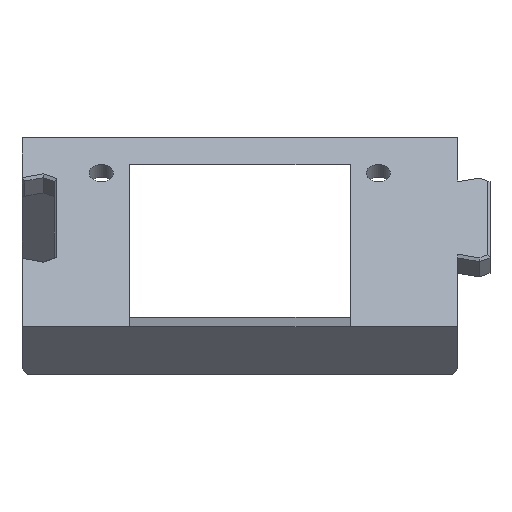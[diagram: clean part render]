
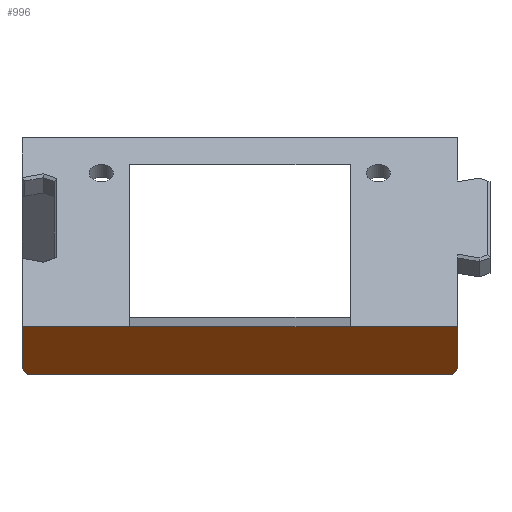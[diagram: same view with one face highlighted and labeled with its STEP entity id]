
A CAD part, front view. The second image highlights one B-rep face of the part: STEP entity #996.
In plain terms, the highlighted planar face has unit normal (0, -0.707, -0.707).
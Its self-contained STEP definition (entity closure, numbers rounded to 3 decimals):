
#32 = PLANE('',#33);
#33 = AXIS2_PLACEMENT_3D('',#34,#35,#36);
#34 = CARTESIAN_POINT('',(-40.5,0.,17.042));
#35 = DIRECTION('',(-1.,-0.,-0.));
#36 = DIRECTION('',(0.,0.,-1.));
#57 = VERTEX_POINT('',#58);
#58 = CARTESIAN_POINT('',(-40.5,-41.5,1.));
#72 = PLANE('',#73);
#73 = AXIS2_PLACEMENT_3D('',#74,#75,#76);
#74 = CARTESIAN_POINT('',(-40.,40.5,0.5));
#75 = DIRECTION('',(0.707,0.,0.707));
#76 = DIRECTION('',(0.,-1.,0.));
#84 = EDGE_CURVE('',#85,#57,#87,.T.);
#85 = VERTEX_POINT('',#86);
#86 = CARTESIAN_POINT('',(-40.5,-49.325,8.825));
#87 = SURFACE_CURVE('',#88,(#92,#99),.PCURVE_S1.);
#88 = LINE('',#89,#90);
#89 = CARTESIAN_POINT('',(-40.5,-49.325,8.825));
#90 = VECTOR('',#91,1.);
#91 = DIRECTION('',(-0.,0.707,-0.707));
#92 = PCURVE('',#32,#93);
#93 = DEFINITIONAL_REPRESENTATION('',(#94),#98);
#94 = LINE('',#95,#96);
#95 = CARTESIAN_POINT('',(8.217,49.325));
#96 = VECTOR('',#97,1.);
#97 = DIRECTION('',(0.707,-0.707));
#98 = ( GEOMETRIC_REPRESENTATION_CONTEXT(2) 
PARAMETRIC_REPRESENTATION_CONTEXT() REPRESENTATION_CONTEXT('2D SPACE',''
  ) );
#99 = PCURVE('',#100,#105);
#100 = PLANE('',#101);
#101 = AXIS2_PLACEMENT_3D('',#102,#103,#104);
#102 = CARTESIAN_POINT('',(0.,-44.913,4.413));
#103 = DIRECTION('',(0.,-0.707,-0.707));
#104 = DIRECTION('',(0.,-0.707,0.707));
#105 = DEFINITIONAL_REPRESENTATION('',(#106),#110);
#106 = LINE('',#107,#108);
#107 = CARTESIAN_POINT('',(6.24,40.5));
#108 = VECTOR('',#109,1.);
#109 = DIRECTION('',(-1.,0.));
#110 = ( GEOMETRIC_REPRESENTATION_CONTEXT(2) 
PARAMETRIC_REPRESENTATION_CONTEXT() REPRESENTATION_CONTEXT('2D SPACE',''
  ) );
#128 = PLANE('',#129);
#129 = AXIS2_PLACEMENT_3D('',#130,#131,#132);
#130 = CARTESIAN_POINT('',(1.874,-28.792,29.358
    ));
#131 = DIRECTION('',(0.,-0.707,0.707));
#132 = DIRECTION('',(0.,0.707,0.707));
#597 = PLANE('',#598);
#598 = AXIS2_PLACEMENT_3D('',#599,#600,#601);
#599 = CARTESIAN_POINT('',(40.5,0.,17.042));
#600 = DIRECTION('',(1.,0.,0.));
#601 = DIRECTION('',(0.,0.,1.));
#625 = PLANE('',#626);
#626 = AXIS2_PLACEMENT_3D('',#627,#628,#629);
#627 = CARTESIAN_POINT('',(40.,-40.5,0.5));
#628 = DIRECTION('',(-0.707,0.,0.707));
#629 = DIRECTION('',(-0.,-1.,-0.));
#653 = PLANE('',#654);
#654 = AXIS2_PLACEMENT_3D('',#655,#656,#657);
#655 = CARTESIAN_POINT('',(0.,0.,0.));
#656 = DIRECTION('',(0.,0.,1.));
#657 = DIRECTION('',(1.,0.,0.));
#764 = EDGE_CURVE('',#57,#765,#767,.T.);
#765 = VERTEX_POINT('',#766);
#766 = CARTESIAN_POINT('',(-39.5,-40.5,0.));
#767 = SURFACE_CURVE('',#768,(#772,#779),.PCURVE_S1.);
#768 = LINE('',#769,#770);
#769 = CARTESIAN_POINT('',(-21.054,-22.054,
    -18.446));
#770 = VECTOR('',#771,1.);
#771 = DIRECTION('',(0.577,0.577,-0.577));
#772 = PCURVE('',#72,#773);
#773 = DEFINITIONAL_REPRESENTATION('',(#774),#778);
#774 = LINE('',#775,#776);
#775 = CARTESIAN_POINT('',(62.554,26.793));
#776 = VECTOR('',#777,1.);
#777 = DIRECTION('',(-0.577,0.816));
#778 = ( GEOMETRIC_REPRESENTATION_CONTEXT(2) 
PARAMETRIC_REPRESENTATION_CONTEXT() REPRESENTATION_CONTEXT('2D SPACE',''
  ) );
#779 = PCURVE('',#100,#780);
#780 = DEFINITIONAL_REPRESENTATION('',(#781),#785);
#781 = LINE('',#782,#783);
#782 = CARTESIAN_POINT('',(-32.327,21.054));
#783 = VECTOR('',#784,1.);
#784 = DIRECTION('',(-0.816,-0.577));
#785 = ( GEOMETRIC_REPRESENTATION_CONTEXT(2) 
PARAMETRIC_REPRESENTATION_CONTEXT() REPRESENTATION_CONTEXT('2D SPACE',''
  ) );
#996 = ADVANCED_FACE('',(#997),#100,.T.);
#997 = FACE_BOUND('',#998,.T.);
#998 = EDGE_LOOP('',(#999,#1000,#1001,#1024,#1047,#1070,#1093,#1121));
#999 = ORIENTED_EDGE('',*,*,#84,.T.);
#1000 = ORIENTED_EDGE('',*,*,#764,.T.);
#1001 = ORIENTED_EDGE('',*,*,#1002,.T.);
#1002 = EDGE_CURVE('',#765,#1003,#1005,.T.);
#1003 = VERTEX_POINT('',#1004);
#1004 = CARTESIAN_POINT('',(39.5,-40.5,0.));
#1005 = SURFACE_CURVE('',#1006,(#1010,#1017),.PCURVE_S1.);
#1006 = LINE('',#1007,#1008);
#1007 = CARTESIAN_POINT('',(-40.5,-40.5,0.));
#1008 = VECTOR('',#1009,1.);
#1009 = DIRECTION('',(1.,0.,0.));
#1010 = PCURVE('',#100,#1011);
#1011 = DEFINITIONAL_REPRESENTATION('',(#1012),#1016);
#1012 = LINE('',#1013,#1014);
#1013 = CARTESIAN_POINT('',(-6.24,40.5));
#1014 = VECTOR('',#1015,1.);
#1015 = DIRECTION('',(0.,-1.));
#1016 = ( GEOMETRIC_REPRESENTATION_CONTEXT(2) 
PARAMETRIC_REPRESENTATION_CONTEXT() REPRESENTATION_CONTEXT('2D SPACE',''
  ) );
#1017 = PCURVE('',#653,#1018);
#1018 = DEFINITIONAL_REPRESENTATION('',(#1019),#1023);
#1019 = LINE('',#1020,#1021);
#1020 = CARTESIAN_POINT('',(-40.5,-40.5));
#1021 = VECTOR('',#1022,1.);
#1022 = DIRECTION('',(1.,0.));
#1023 = ( GEOMETRIC_REPRESENTATION_CONTEXT(2) 
PARAMETRIC_REPRESENTATION_CONTEXT() REPRESENTATION_CONTEXT('2D SPACE',''
  ) );
#1024 = ORIENTED_EDGE('',*,*,#1025,.T.);
#1025 = EDGE_CURVE('',#1003,#1026,#1028,.T.);
#1026 = VERTEX_POINT('',#1027);
#1027 = CARTESIAN_POINT('',(40.5,-41.5,1.));
#1028 = SURFACE_CURVE('',#1029,(#1033,#1040),.PCURVE_S1.);
#1029 = LINE('',#1030,#1031);
#1030 = CARTESIAN_POINT('',(34.554,-35.554,
    -4.946));
#1031 = VECTOR('',#1032,1.);
#1032 = DIRECTION('',(0.577,-0.577,0.577));
#1033 = PCURVE('',#100,#1034);
#1034 = DEFINITIONAL_REPRESENTATION('',(#1035),#1039);
#1035 = LINE('',#1036,#1037);
#1036 = CARTESIAN_POINT('',(-13.235,-34.554));
#1037 = VECTOR('',#1038,1.);
#1038 = DIRECTION('',(0.816,-0.577));
#1039 = ( GEOMETRIC_REPRESENTATION_CONTEXT(2) 
PARAMETRIC_REPRESENTATION_CONTEXT() REPRESENTATION_CONTEXT('2D SPACE',''
  ) );
#1040 = PCURVE('',#625,#1041);
#1041 = DEFINITIONAL_REPRESENTATION('',(#1042),#1046);
#1042 = LINE('',#1043,#1044);
#1043 = CARTESIAN_POINT('',(-4.946,-7.702));
#1044 = VECTOR('',#1045,1.);
#1045 = DIRECTION('',(0.577,0.816));
#1046 = ( GEOMETRIC_REPRESENTATION_CONTEXT(2) 
PARAMETRIC_REPRESENTATION_CONTEXT() REPRESENTATION_CONTEXT('2D SPACE',''
  ) );
#1047 = ORIENTED_EDGE('',*,*,#1048,.T.);
#1048 = EDGE_CURVE('',#1026,#1049,#1051,.T.);
#1049 = VERTEX_POINT('',#1050);
#1050 = CARTESIAN_POINT('',(40.5,-49.325,8.825));
#1051 = SURFACE_CURVE('',#1052,(#1056,#1063),.PCURVE_S1.);
#1052 = LINE('',#1053,#1054);
#1053 = CARTESIAN_POINT('',(40.5,-44.913,4.413));
#1054 = VECTOR('',#1055,1.);
#1055 = DIRECTION('',(0.,-0.707,0.707));
#1056 = PCURVE('',#100,#1057);
#1057 = DEFINITIONAL_REPRESENTATION('',(#1058),#1062);
#1058 = LINE('',#1059,#1060);
#1059 = CARTESIAN_POINT('',(0.,-40.5));
#1060 = VECTOR('',#1061,1.);
#1061 = DIRECTION('',(1.,0.));
#1062 = ( GEOMETRIC_REPRESENTATION_CONTEXT(2) 
PARAMETRIC_REPRESENTATION_CONTEXT() REPRESENTATION_CONTEXT('2D SPACE',''
  ) );
#1063 = PCURVE('',#597,#1064);
#1064 = DEFINITIONAL_REPRESENTATION('',(#1065),#1069);
#1065 = LINE('',#1066,#1067);
#1066 = CARTESIAN_POINT('',(-12.629,44.913));
#1067 = VECTOR('',#1068,1.);
#1068 = DIRECTION('',(0.707,0.707));
#1069 = ( GEOMETRIC_REPRESENTATION_CONTEXT(2) 
PARAMETRIC_REPRESENTATION_CONTEXT() REPRESENTATION_CONTEXT('2D SPACE',''
  ) );
#1070 = ORIENTED_EDGE('',*,*,#1071,.F.);
#1071 = EDGE_CURVE('',#1072,#1049,#1074,.T.);
#1072 = VERTEX_POINT('',#1073);
#1073 = CARTESIAN_POINT('',(20.5,-49.325,8.825));
#1074 = SURFACE_CURVE('',#1075,(#1079,#1086),.PCURVE_S1.);
#1075 = LINE('',#1076,#1077);
#1076 = CARTESIAN_POINT('',(-20.5,-49.325,8.825));
#1077 = VECTOR('',#1078,1.);
#1078 = DIRECTION('',(1.,0.,0.));
#1079 = PCURVE('',#100,#1080);
#1080 = DEFINITIONAL_REPRESENTATION('',(#1081),#1085);
#1081 = LINE('',#1082,#1083);
#1082 = CARTESIAN_POINT('',(6.24,20.5));
#1083 = VECTOR('',#1084,1.);
#1084 = DIRECTION('',(0.,-1.));
#1085 = ( GEOMETRIC_REPRESENTATION_CONTEXT(2) 
PARAMETRIC_REPRESENTATION_CONTEXT() REPRESENTATION_CONTEXT('2D SPACE',''
  ) );
#1086 = PCURVE('',#128,#1087);
#1087 = DEFINITIONAL_REPRESENTATION('',(#1088),#1092);
#1088 = LINE('',#1089,#1090);
#1089 = CARTESIAN_POINT('',(-29.038,22.374));
#1090 = VECTOR('',#1091,1.);
#1091 = DIRECTION('',(0.,-1.));
#1092 = ( GEOMETRIC_REPRESENTATION_CONTEXT(2) 
PARAMETRIC_REPRESENTATION_CONTEXT() REPRESENTATION_CONTEXT('2D SPACE',''
  ) );
#1093 = ORIENTED_EDGE('',*,*,#1094,.F.);
#1094 = EDGE_CURVE('',#1095,#1072,#1097,.T.);
#1095 = VERTEX_POINT('',#1096);
#1096 = CARTESIAN_POINT('',(-20.5,-49.325,8.825));
#1097 = SURFACE_CURVE('',#1098,(#1102,#1109),.PCURVE_S1.);
#1098 = LINE('',#1099,#1100);
#1099 = CARTESIAN_POINT('',(-20.5,-49.325,8.825));
#1100 = VECTOR('',#1101,1.);
#1101 = DIRECTION('',(1.,0.,0.));
#1102 = PCURVE('',#100,#1103);
#1103 = DEFINITIONAL_REPRESENTATION('',(#1104),#1108);
#1104 = LINE('',#1105,#1106);
#1105 = CARTESIAN_POINT('',(6.24,20.5));
#1106 = VECTOR('',#1107,1.);
#1107 = DIRECTION('',(0.,-1.));
#1108 = ( GEOMETRIC_REPRESENTATION_CONTEXT(2) 
PARAMETRIC_REPRESENTATION_CONTEXT() REPRESENTATION_CONTEXT('2D SPACE',''
  ) );
#1109 = PCURVE('',#1110,#1115);
#1110 = PLANE('',#1111);
#1111 = AXIS2_PLACEMENT_3D('',#1112,#1113,#1114);
#1112 = CARTESIAN_POINT('',(-20.5,-49.325,8.825));
#1113 = DIRECTION('',(0.,-0.195,0.981));
#1114 = DIRECTION('',(0.,0.981,0.195));
#1115 = DEFINITIONAL_REPRESENTATION('',(#1116),#1120);
#1116 = LINE('',#1117,#1118);
#1117 = CARTESIAN_POINT('',(0.,0.));
#1118 = VECTOR('',#1119,1.);
#1119 = DIRECTION('',(0.,-1.));
#1120 = ( GEOMETRIC_REPRESENTATION_CONTEXT(2) 
PARAMETRIC_REPRESENTATION_CONTEXT() REPRESENTATION_CONTEXT('2D SPACE',''
  ) );
#1121 = ORIENTED_EDGE('',*,*,#1122,.F.);
#1122 = EDGE_CURVE('',#85,#1095,#1123,.T.);
#1123 = SURFACE_CURVE('',#1124,(#1128,#1135),.PCURVE_S1.);
#1124 = LINE('',#1125,#1126);
#1125 = CARTESIAN_POINT('',(-20.5,-49.325,8.825));
#1126 = VECTOR('',#1127,1.);
#1127 = DIRECTION('',(1.,0.,0.));
#1128 = PCURVE('',#100,#1129);
#1129 = DEFINITIONAL_REPRESENTATION('',(#1130),#1134);
#1130 = LINE('',#1131,#1132);
#1131 = CARTESIAN_POINT('',(6.24,20.5));
#1132 = VECTOR('',#1133,1.);
#1133 = DIRECTION('',(0.,-1.));
#1134 = ( GEOMETRIC_REPRESENTATION_CONTEXT(2) 
PARAMETRIC_REPRESENTATION_CONTEXT() REPRESENTATION_CONTEXT('2D SPACE',''
  ) );
#1135 = PCURVE('',#128,#1136);
#1136 = DEFINITIONAL_REPRESENTATION('',(#1137),#1141);
#1137 = LINE('',#1138,#1139);
#1138 = CARTESIAN_POINT('',(-29.038,22.374));
#1139 = VECTOR('',#1140,1.);
#1140 = DIRECTION('',(0.,-1.));
#1141 = ( GEOMETRIC_REPRESENTATION_CONTEXT(2) 
PARAMETRIC_REPRESENTATION_CONTEXT() REPRESENTATION_CONTEXT('2D SPACE',''
  ) );
